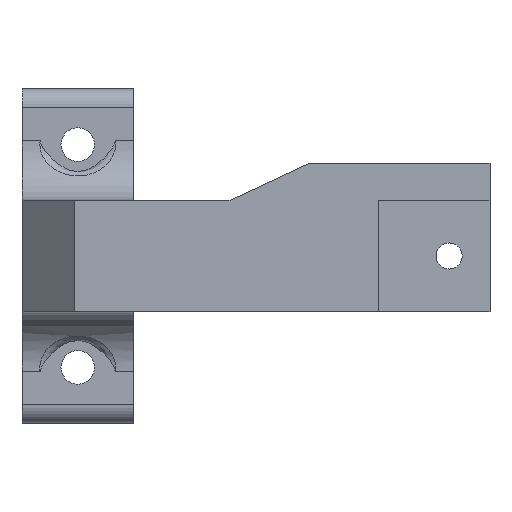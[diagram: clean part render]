
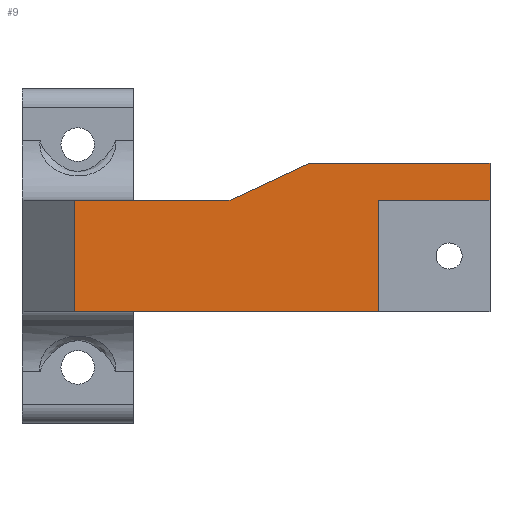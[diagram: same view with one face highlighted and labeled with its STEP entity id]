
A CAD part, front view. The second image highlights one B-rep face of the part: STEP entity #9.
In plain terms, the highlighted planar face has unit normal (0, -1, 0).
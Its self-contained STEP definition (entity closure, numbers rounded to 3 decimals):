
#9 = ADVANCED_FACE ( 'NONE', ( #144 ), #1061, .F. ) ;
#41 = VERTEX_POINT ( 'NONE', #1169 ) ;
#48 = VECTOR ( 'NONE', #910, 1000. ) ;
#55 = LINE ( 'NONE', #1370, #833 ) ;
#96 = VERTEX_POINT ( 'NONE', #1326 ) ;
#102 = LINE ( 'NONE', #1127, #1093 ) ;
#134 = CARTESIAN_POINT ( 'NONE',  ( 48., 0., 15. ) ) ;
#144 = FACE_OUTER_BOUND ( 'NONE', #460, .T. ) ;
#175 = VERTEX_POINT ( 'NONE', #564 ) ;
#182 = LINE ( 'NONE', #555, #1308 ) ;
#211 = VECTOR ( 'NONE', #935, 1000. ) ;
#223 = DIRECTION ( 'NONE',  ( 0., 0., -1. ) ) ;
#280 = LINE ( 'NONE', #1336, #749 ) ;
#286 = EDGE_CURVE ( 'NONE', #1129, #175, #182, .T. ) ;
#312 = EDGE_CURVE ( 'NONE', #1129, #451, #456, .T. ) ;
#321 = ORIENTED_EDGE ( 'NONE', *, *, #286, .F. ) ;
#346 = VERTEX_POINT ( 'NONE', #1264 ) ;
#365 = ORIENTED_EDGE ( 'NONE', *, *, #848, .F. ) ;
#399 = DIRECTION ( 'NONE',  ( -1., 0., 0. ) ) ;
#451 = VERTEX_POINT ( 'NONE', #1006 ) ;
#456 = LINE ( 'NONE', #989, #1696 ) ;
#460 = EDGE_LOOP ( 'NONE', ( #321, #1589, #969, #964, #1008, #1598, #365, #1074 ) ) ;
#494 = EDGE_CURVE ( 'NONE', #451, #96, #102, .T. ) ;
#511 = EDGE_CURVE ( 'NONE', #346, #41, #1324, .T. ) ;
#555 = CARTESIAN_POINT ( 'NONE',  ( 48., 0., 15. ) ) ;
#564 = CARTESIAN_POINT ( 'NONE',  ( 28., 0., 15. ) ) ;
#627 = DIRECTION ( 'NONE',  ( 1., 0., 0. ) ) ;
#633 = CARTESIAN_POINT ( 'NONE',  ( 48., 0., 15. ) ) ;
#654 = LINE ( 'NONE', #1182, #1095 ) ;
#688 = EDGE_CURVE ( 'NONE', #175, #1294, #806, .T. ) ;
#749 = VECTOR ( 'NONE', #1226, 1000. ) ;
#806 = LINE ( 'NONE', #1332, #211 ) ;
#833 = VECTOR ( 'NONE', #1088, 1000. ) ;
#844 = CARTESIAN_POINT ( 'NONE',  ( 38.723, 0., 20. ) ) ;
#848 = EDGE_CURVE ( 'NONE', #1294, #346, #654, .T. ) ;
#910 = DIRECTION ( 'NONE',  ( 0., 0., -1. ) ) ;
#935 = DIRECTION ( 'NONE',  ( 0.906, 0., 0.423 ) ) ;
#963 = CARTESIAN_POINT ( 'NONE',  ( 7., 0., 15. ) ) ;
#964 = ORIENTED_EDGE ( 'NONE', *, *, #1265, .F. ) ;
#969 = ORIENTED_EDGE ( 'NONE', *, *, #494, .T. ) ;
#978 = DIRECTION ( 'NONE',  ( 1., 0., 0. ) ) ;
#989 = CARTESIAN_POINT ( 'NONE',  ( 7., 0., 15. ) ) ;
#1006 = CARTESIAN_POINT ( 'NONE',  ( 7., 0., 0. ) ) ;
#1008 = ORIENTED_EDGE ( 'NONE', *, *, #1311, .F. ) ;
#1045 = DIRECTION ( 'NONE',  ( 0., 1., 0. ) ) ;
#1061 = PLANE ( 'NONE',  #1082 ) ;
#1067 = CARTESIAN_POINT ( 'NONE',  ( 63., 0., 20. ) ) ;
#1074 = ORIENTED_EDGE ( 'NONE', *, *, #688, .F. ) ;
#1082 = AXIS2_PLACEMENT_3D ( 'NONE', #134, #1045, #399 ) ;
#1088 = DIRECTION ( 'NONE',  ( 0., 0., -1. ) ) ;
#1093 = VECTOR ( 'NONE', #627, 1000. ) ;
#1095 = VECTOR ( 'NONE', #1281, 1000. ) ;
#1127 = CARTESIAN_POINT ( 'NONE',  ( 48., 0., 0. ) ) ;
#1129 = VERTEX_POINT ( 'NONE', #963 ) ;
#1169 = CARTESIAN_POINT ( 'NONE',  ( 63., 0., 15. ) ) ;
#1182 = CARTESIAN_POINT ( 'NONE',  ( 38.723, 0., 20. ) ) ;
#1226 = DIRECTION ( 'NONE',  ( -1., 0., 0. ) ) ;
#1264 = CARTESIAN_POINT ( 'NONE',  ( 63., 0., 20. ) ) ;
#1265 = EDGE_CURVE ( 'NONE', #1667, #96, #55, .T. ) ;
#1281 = DIRECTION ( 'NONE',  ( 1., 0., 0. ) ) ;
#1294 = VERTEX_POINT ( 'NONE', #844 ) ;
#1308 = VECTOR ( 'NONE', #978, 1000. ) ;
#1311 = EDGE_CURVE ( 'NONE', #41, #1667, #280, .T. ) ;
#1324 = LINE ( 'NONE', #1067, #48 ) ;
#1326 = CARTESIAN_POINT ( 'NONE',  ( 48., 0., 0. ) ) ;
#1332 = CARTESIAN_POINT ( 'NONE',  ( 28., 0., 15. ) ) ;
#1336 = CARTESIAN_POINT ( 'NONE',  ( 63., 0., 15. ) ) ;
#1370 = CARTESIAN_POINT ( 'NONE',  ( 48., 0., 15. ) ) ;
#1589 = ORIENTED_EDGE ( 'NONE', *, *, #312, .T. ) ;
#1598 = ORIENTED_EDGE ( 'NONE', *, *, #511, .F. ) ;
#1667 = VERTEX_POINT ( 'NONE', #633 ) ;
#1696 = VECTOR ( 'NONE', #223, 1000. ) ;
